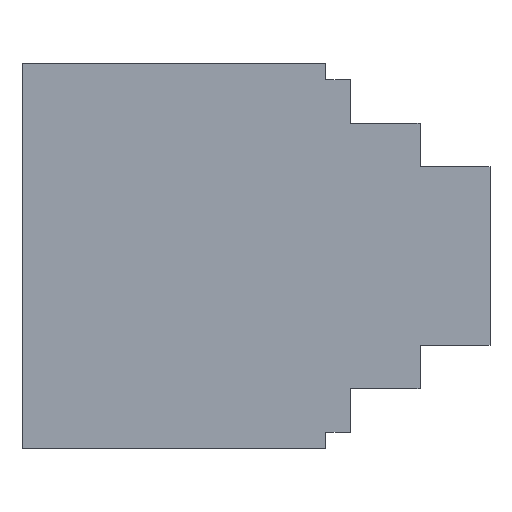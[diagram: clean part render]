
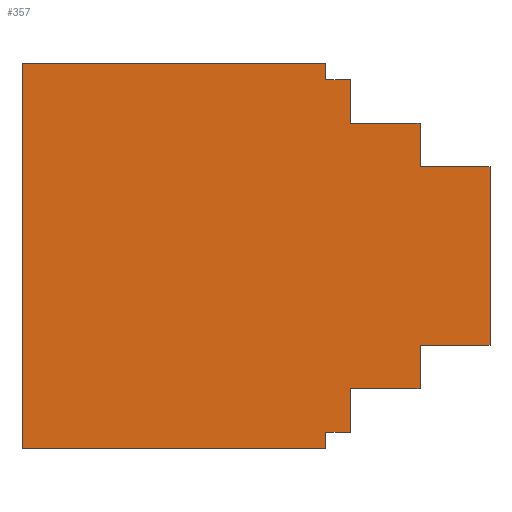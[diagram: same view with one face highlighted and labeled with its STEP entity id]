
A CAD part, top view. The second image highlights one B-rep face of the part: STEP entity #357.
In plain terms, the highlighted planar face has unit normal (0, 0, 1).
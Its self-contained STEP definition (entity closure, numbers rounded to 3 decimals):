
#31=FACE_OUTER_BOUND('',#49,.T.);
#49=EDGE_LOOP('',(#291,#292,#293,#294,#295,#296,#297,#298,#299,#300,#301,
#302,#303,#304,#305,#306));
#53=LINE('',#485,#101);
#56=LINE('',#491,#104);
#59=LINE('',#497,#107);
#62=LINE('',#503,#110);
#65=LINE('',#509,#113);
#68=LINE('',#515,#116);
#71=LINE('',#521,#119);
#74=LINE('',#527,#122);
#77=LINE('',#533,#125);
#80=LINE('',#539,#128);
#83=LINE('',#545,#131);
#86=LINE('',#551,#134);
#89=LINE('',#557,#137);
#92=LINE('',#563,#140);
#95=LINE('',#569,#143);
#98=LINE('',#573,#146);
#101=VECTOR('',#397,10.);
#104=VECTOR('',#402,10.);
#107=VECTOR('',#407,10.);
#110=VECTOR('',#412,10.);
#113=VECTOR('',#417,10.);
#116=VECTOR('',#422,10.);
#119=VECTOR('',#427,10.);
#122=VECTOR('',#432,10.);
#125=VECTOR('',#437,10.);
#128=VECTOR('',#442,10.);
#131=VECTOR('',#447,10.);
#134=VECTOR('',#452,10.);
#137=VECTOR('',#457,10.);
#140=VECTOR('',#462,10.);
#143=VECTOR('',#467,10.);
#146=VECTOR('',#472,10.);
#149=VERTEX_POINT('',#482);
#150=VERTEX_POINT('',#484);
#152=VERTEX_POINT('',#490);
#154=VERTEX_POINT('',#496);
#156=VERTEX_POINT('',#502);
#158=VERTEX_POINT('',#508);
#160=VERTEX_POINT('',#514);
#162=VERTEX_POINT('',#520);
#164=VERTEX_POINT('',#526);
#166=VERTEX_POINT('',#532);
#168=VERTEX_POINT('',#538);
#170=VERTEX_POINT('',#544);
#172=VERTEX_POINT('',#550);
#174=VERTEX_POINT('',#556);
#176=VERTEX_POINT('',#562);
#178=VERTEX_POINT('',#568);
#181=EDGE_CURVE('',#150,#149,#53,.T.);
#184=EDGE_CURVE('',#152,#150,#56,.T.);
#187=EDGE_CURVE('',#154,#152,#59,.T.);
#190=EDGE_CURVE('',#156,#154,#62,.T.);
#193=EDGE_CURVE('',#158,#156,#65,.T.);
#196=EDGE_CURVE('',#160,#158,#68,.T.);
#199=EDGE_CURVE('',#162,#160,#71,.T.);
#202=EDGE_CURVE('',#164,#162,#74,.T.);
#205=EDGE_CURVE('',#166,#164,#77,.T.);
#208=EDGE_CURVE('',#168,#166,#80,.T.);
#211=EDGE_CURVE('',#170,#168,#83,.T.);
#214=EDGE_CURVE('',#172,#170,#86,.T.);
#217=EDGE_CURVE('',#174,#172,#89,.T.);
#220=EDGE_CURVE('',#176,#174,#92,.T.);
#223=EDGE_CURVE('',#178,#176,#95,.T.);
#226=EDGE_CURVE('',#149,#178,#98,.T.);
#291=ORIENTED_EDGE('',*,*,#226,.T.);
#292=ORIENTED_EDGE('',*,*,#223,.T.);
#293=ORIENTED_EDGE('',*,*,#220,.T.);
#294=ORIENTED_EDGE('',*,*,#217,.T.);
#295=ORIENTED_EDGE('',*,*,#214,.T.);
#296=ORIENTED_EDGE('',*,*,#211,.T.);
#297=ORIENTED_EDGE('',*,*,#208,.T.);
#298=ORIENTED_EDGE('',*,*,#205,.T.);
#299=ORIENTED_EDGE('',*,*,#202,.T.);
#300=ORIENTED_EDGE('',*,*,#199,.T.);
#301=ORIENTED_EDGE('',*,*,#196,.T.);
#302=ORIENTED_EDGE('',*,*,#193,.T.);
#303=ORIENTED_EDGE('',*,*,#190,.T.);
#304=ORIENTED_EDGE('',*,*,#187,.T.);
#305=ORIENTED_EDGE('',*,*,#184,.T.);
#306=ORIENTED_EDGE('',*,*,#181,.T.);
#339=PLANE('',#389);
#357=ADVANCED_FACE('',(#31),#339,.T.);
#389=AXIS2_PLACEMENT_3D('',#574,#473,#474);
#397=DIRECTION('',(-1.,0.,0.));
#402=DIRECTION('',(0.,1.,0.));
#407=DIRECTION('',(-1.,0.,0.));
#412=DIRECTION('',(0.,1.,0.));
#417=DIRECTION('',(1.,0.,0.));
#422=DIRECTION('',(0.,1.,0.));
#427=DIRECTION('',(1.,0.,0.));
#432=DIRECTION('',(0.,1.,0.));
#437=DIRECTION('',(1.,0.,0.));
#442=DIRECTION('',(0.,1.,0.));
#447=DIRECTION('',(1.,0.,0.));
#452=DIRECTION('',(0.,-1.,0.));
#457=DIRECTION('',(-1.,0.,0.));
#462=DIRECTION('',(0.,1.,0.));
#467=DIRECTION('',(-1.,0.,0.));
#472=DIRECTION('',(0.,1.,0.));
#473=DIRECTION('center_axis',(0.,0.,1.));
#474=DIRECTION('ref_axis',(1.,0.,0.));
#482=CARTESIAN_POINT('',(151.919,87.865,2.));
#484=CARTESIAN_POINT('',(166.419,87.865,2.));
#485=CARTESIAN_POINT('',(151.919,87.865,2.));
#490=CARTESIAN_POINT('',(166.419,78.865,2.));
#491=CARTESIAN_POINT('',(166.419,87.865,2.));
#496=CARTESIAN_POINT('',(180.919,78.865,2.));
#497=CARTESIAN_POINT('',(166.419,78.865,2.));
#502=CARTESIAN_POINT('',(180.919,41.865,2.));
#503=CARTESIAN_POINT('',(180.919,78.865,2.));
#508=CARTESIAN_POINT('',(166.419,41.865,2.));
#509=CARTESIAN_POINT('',(180.919,41.865,2.));
#514=CARTESIAN_POINT('',(166.419,32.865,2.));
#515=CARTESIAN_POINT('',(166.419,87.865,2.));
#520=CARTESIAN_POINT('',(151.919,32.865,2.));
#521=CARTESIAN_POINT('',(166.419,32.865,2.));
#526=CARTESIAN_POINT('',(151.919,23.865,2.));
#527=CARTESIAN_POINT('',(151.919,23.865,2.));
#532=CARTESIAN_POINT('',(146.919,23.865,2.));
#533=CARTESIAN_POINT('',(146.919,23.865,2.));
#538=CARTESIAN_POINT('',(146.919,20.365,2.));
#539=CARTESIAN_POINT('',(146.919,100.365,2.));
#544=CARTESIAN_POINT('',(83.919,20.365,2.));
#545=CARTESIAN_POINT('',(146.919,20.365,2.));
#550=CARTESIAN_POINT('',(83.919,100.365,2.));
#551=CARTESIAN_POINT('',(83.919,20.365,2.));
#556=CARTESIAN_POINT('',(146.919,100.365,2.));
#557=CARTESIAN_POINT('',(83.919,100.365,2.));
#562=CARTESIAN_POINT('',(146.919,96.865,2.));
#563=CARTESIAN_POINT('',(146.919,100.365,2.));
#568=CARTESIAN_POINT('',(151.919,96.865,2.));
#569=CARTESIAN_POINT('',(151.919,96.865,2.));
#573=CARTESIAN_POINT('',(151.919,23.865,2.));
#574=CARTESIAN_POINT('Origin',(132.419,60.365,2.));
